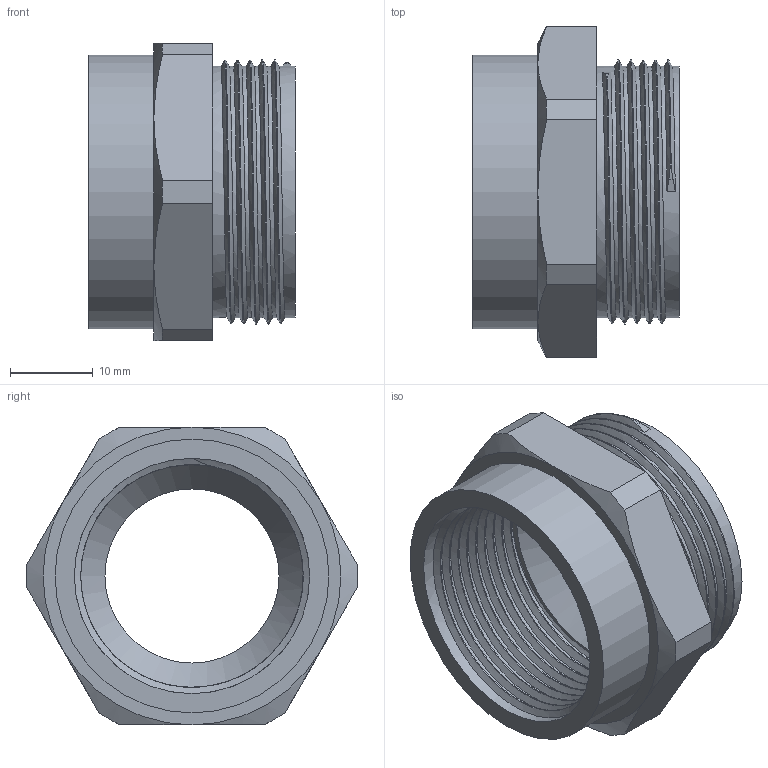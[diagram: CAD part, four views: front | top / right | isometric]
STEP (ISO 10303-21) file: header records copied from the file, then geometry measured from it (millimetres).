
FILE_DESCRIPTION(/* description */ ('Adapter sechskant M 32x1,5 / PG 21'),/* implementation_level */ '2;1');
FILE_NAME(/* name */ '11073221-RST.stp',/* time_stamp */ '2020-05-04T12:30:23+02:00',/* author */ ('sl'),/* organization */ (''),/* preprocessor_version */ 'ST-DEVELOPER v16.5',/* originating_system */ 'Autodesk Inventor 2017',/* authorisation */ '');
FILE_SCHEMA (('AUTOMOTIVE_DESIGN { 1 0 10303 214 3 1 1 }'));
Length unit declared in the file: millimetre
Products named in the file (1): 11073221
Bounding box: 25 x 39.94 x 36 mm (x, y, z)
Volume: 8317.6 mm3; surface area: 7215.4 mm2
Topology: 1 solids, 1 shells, 55 faces, 141 edges, 91 vertices
Faces by surface type: cylinder 23, plane 21, cone 7, bspline 4
Full cylindrical faces by diameter (mm): 21.05 x1, 26 x1, 28.442 x9, 30.408 x5, 33.1 x1
Entity records: 3919 total; most frequent: CARTESIAN_POINT 3025, ORIENTED_EDGE 182, DIRECTION 159, EDGE_CURVE 91, AXIS2_PLACEMENT_3D 63, VERTEX_POINT 61, EDGE_LOOP 54, FACE_OUTER_BOUND 42
